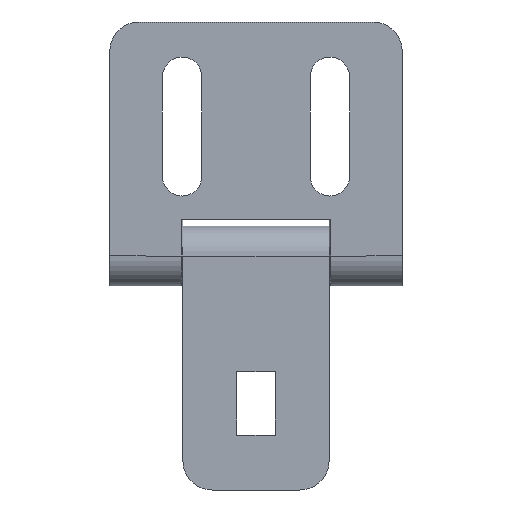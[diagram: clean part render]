
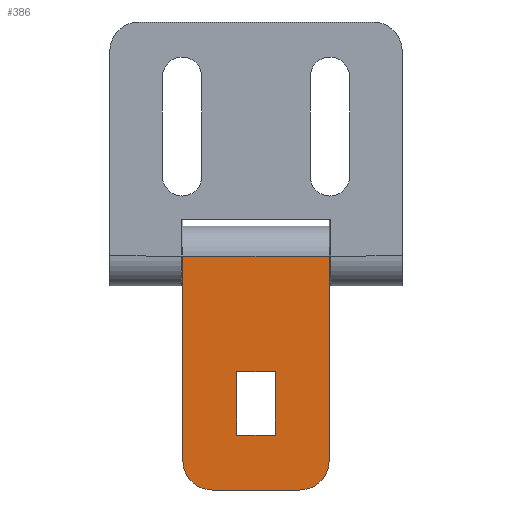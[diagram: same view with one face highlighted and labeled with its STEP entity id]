
A CAD part, left-side view. The second image highlights one B-rep face of the part: STEP entity #386.
In plain terms, the highlighted planar face has unit normal (-1, 0, 0).
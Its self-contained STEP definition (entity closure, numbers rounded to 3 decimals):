
#18 = DIRECTION ( 'NONE',  ( 0., 0., -1. ) ) ;
#41 = CARTESIAN_POINT ( 'NONE',  ( -4.1, -6., -32. ) ) ;
#73 = VERTEX_POINT ( 'NONE', #865 ) ;
#79 = DIRECTION ( 'NONE',  ( 0., 0., 1. ) ) ;
#84 = CIRCLE ( 'NONE', #156, 4. ) ;
#98 = DIRECTION ( 'NONE',  ( 0., -1., 0. ) ) ;
#148 = CARTESIAN_POINT ( 'NONE',  ( -4.1, -10., -24.5 ) ) ;
#156 = AXIS2_PLACEMENT_3D ( 'NONE', #1710, #1018, #875 ) ;
#179 = LINE ( 'NONE', #888, #1205 ) ;
#205 = EDGE_CURVE ( 'NONE', #1689, #442, #1285, .T. ) ;
#238 = CARTESIAN_POINT ( 'NONE',  ( -4.1, -10., -15.8 ) ) ;
#240 = EDGE_CURVE ( 'NONE', #73, #531, #1324, .T. ) ;
#260 = EDGE_CURVE ( 'NONE', #362, #1181, #863, .T. ) ;
#320 = CARTESIAN_POINT ( 'NONE',  ( -4.1, 6., -32. ) ) ;
#343 = CARTESIAN_POINT ( 'NONE',  ( -4.1, -2.6, 0. ) ) ;
#346 = ORIENTED_EDGE ( 'NONE', *, *, #1438, .T. ) ;
#362 = VERTEX_POINT ( 'NONE', #1066 ) ;
#386 = ADVANCED_FACE ( 'NONE', ( #704, #1255 ), #1072, .T. ) ;
#399 = VECTOR ( 'NONE', #98, 1000. ) ;
#436 = ORIENTED_EDGE ( 'NONE', *, *, #1135, .T. ) ;
#440 = CARTESIAN_POINT ( 'NONE',  ( -4.1, -10., 0. ) ) ;
#442 = VERTEX_POINT ( 'NONE', #1498 ) ;
#448 = VECTOR ( 'NONE', #1176, 1000. ) ;
#452 = DIRECTION ( 'NONE',  ( 0., 1., 0. ) ) ;
#455 = LINE ( 'NONE', #343, #706 ) ;
#458 = ORIENTED_EDGE ( 'NONE', *, *, #998, .T. ) ;
#495 = DIRECTION ( 'NONE',  ( -1., 0., 0. ) ) ;
#531 = VERTEX_POINT ( 'NONE', #1544 ) ;
#538 = ORIENTED_EDGE ( 'NONE', *, *, #1729, .T. ) ;
#581 = DIRECTION ( 'NONE',  ( 0., 0., 1. ) ) ;
#636 = VECTOR ( 'NONE', #1299, 1000. ) ;
#694 = VERTEX_POINT ( 'NONE', #41 ) ;
#704 = FACE_BOUND ( 'NONE', #1563, .T. ) ;
#706 = VECTOR ( 'NONE', #1070, 1000. ) ;
#753 = VECTOR ( 'NONE', #976, 1000. ) ;
#758 = ORIENTED_EDGE ( 'NONE', *, *, #1426, .T. ) ;
#797 = CARTESIAN_POINT ( 'NONE',  ( -4.1, -10., 0. ) ) ;
#804 = DIRECTION ( 'NONE',  ( 0., 0., 1. ) ) ;
#863 = CIRCLE ( 'NONE', #1549, 4. ) ;
#864 = LINE ( 'NONE', #1830, #753 ) ;
#865 = CARTESIAN_POINT ( 'NONE',  ( -4.1, -10., 0. ) ) ;
#875 = DIRECTION ( 'NONE',  ( 0., 0., -1. ) ) ;
#888 = CARTESIAN_POINT ( 'NONE',  ( -4.1, 2.6, 0. ) ) ;
#893 = DIRECTION ( 'NONE',  ( -1., 0., 0. ) ) ;
#904 = CARTESIAN_POINT ( 'NONE',  ( -4.1, -10., -32. ) ) ;
#908 = VECTOR ( 'NONE', #452, 1000. ) ;
#936 = VERTEX_POINT ( 'NONE', #1688 ) ;
#967 = LINE ( 'NONE', #904, #448 ) ;
#976 = DIRECTION ( 'NONE',  ( 0., 0., -1. ) ) ;
#989 = VECTOR ( 'NONE', #804, 1000. ) ;
#998 = EDGE_CURVE ( 'NONE', #694, #1009, #84, .T. ) ;
#1007 = ORIENTED_EDGE ( 'NONE', *, *, #240, .T. ) ;
#1009 = VERTEX_POINT ( 'NONE', #1396 ) ;
#1018 = DIRECTION ( 'NONE',  ( -1., 0., 0. ) ) ;
#1028 = CARTESIAN_POINT ( 'NONE',  ( -4.1, -2.6, -24.5 ) ) ;
#1030 = CARTESIAN_POINT ( 'NONE',  ( -4.1, 6., -28. ) ) ;
#1066 = CARTESIAN_POINT ( 'NONE',  ( -4.1, 10., -28. ) ) ;
#1070 = DIRECTION ( 'NONE',  ( 0., 0., -1. ) ) ;
#1072 = PLANE ( 'NONE',  #1201 ) ;
#1104 = CARTESIAN_POINT ( 'NONE',  ( -4.1, -10., 0. ) ) ;
#1123 = EDGE_CURVE ( 'NONE', #442, #1618, #179, .T. ) ;
#1135 = EDGE_CURVE ( 'NONE', #1181, #694, #967, .T. ) ;
#1176 = DIRECTION ( 'NONE',  ( 0., -1., 0. ) ) ;
#1181 = VERTEX_POINT ( 'NONE', #320 ) ;
#1201 = AXIS2_PLACEMENT_3D ( 'NONE', #797, #495, #79 ) ;
#1205 = VECTOR ( 'NONE', #581, 1000. ) ;
#1242 = ORIENTED_EDGE ( 'NONE', *, *, #1609, .T. ) ;
#1255 = FACE_OUTER_BOUND ( 'NONE', #1443, .T. ) ;
#1266 = CARTESIAN_POINT ( 'NONE',  ( -4.1, 2.6, -15.8 ) ) ;
#1285 = LINE ( 'NONE', #148, #636 ) ;
#1299 = DIRECTION ( 'NONE',  ( 0., 1., 0. ) ) ;
#1324 = LINE ( 'NONE', #440, #908 ) ;
#1396 = CARTESIAN_POINT ( 'NONE',  ( -4.1, -10., -28. ) ) ;
#1426 = EDGE_CURVE ( 'NONE', #1618, #936, #1522, .T. ) ;
#1438 = EDGE_CURVE ( 'NONE', #1009, #73, #1451, .T. ) ;
#1443 = EDGE_LOOP ( 'NONE', ( #1711, #436, #458, #346, #1007, #1242 ) ) ;
#1446 = ORIENTED_EDGE ( 'NONE', *, *, #205, .T. ) ;
#1451 = LINE ( 'NONE', #1104, #989 ) ;
#1498 = CARTESIAN_POINT ( 'NONE',  ( -4.1, 2.6, -24.5 ) ) ;
#1522 = LINE ( 'NONE', #238, #399 ) ;
#1544 = CARTESIAN_POINT ( 'NONE',  ( -4.1, 10., 0. ) ) ;
#1549 = AXIS2_PLACEMENT_3D ( 'NONE', #1030, #893, #18 ) ;
#1563 = EDGE_LOOP ( 'NONE', ( #1446, #1579, #758, #538 ) ) ;
#1579 = ORIENTED_EDGE ( 'NONE', *, *, #1123, .T. ) ;
#1609 = EDGE_CURVE ( 'NONE', #531, #362, #864, .T. ) ;
#1618 = VERTEX_POINT ( 'NONE', #1266 ) ;
#1688 = CARTESIAN_POINT ( 'NONE',  ( -4.1, -2.6, -15.8 ) ) ;
#1689 = VERTEX_POINT ( 'NONE', #1028 ) ;
#1710 = CARTESIAN_POINT ( 'NONE',  ( -4.1, -6., -28. ) ) ;
#1711 = ORIENTED_EDGE ( 'NONE', *, *, #260, .T. ) ;
#1729 = EDGE_CURVE ( 'NONE', #936, #1689, #455, .T. ) ;
#1830 = CARTESIAN_POINT ( 'NONE',  ( -4.1, 10., 0. ) ) ;
